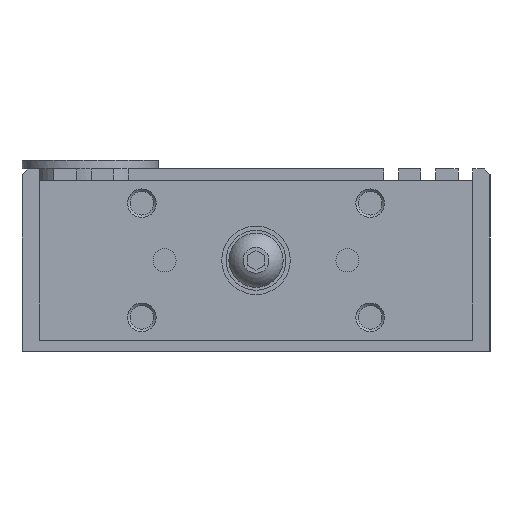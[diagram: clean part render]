
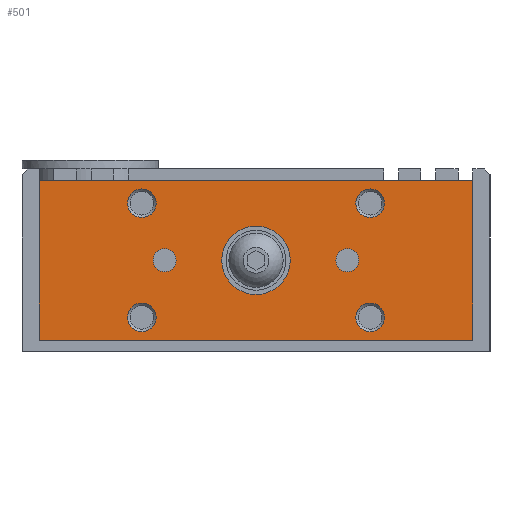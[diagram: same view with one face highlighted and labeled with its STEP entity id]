
A CAD part, left-side view. The second image highlights one B-rep face of the part: STEP entity #501.
In plain terms, the highlighted planar face has unit normal (-1, 0, 0).
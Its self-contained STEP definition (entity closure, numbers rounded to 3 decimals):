
#501 = ADVANCED_FACE( '', ( #1148, #1149, #1150, #1151, #1152, #1153, #1154, #1155 ), #1156, .F. );
#1148 = FACE_BOUND( '', #1922, .T. );
#1149 = FACE_BOUND( '', #1923, .T. );
#1150 = FACE_BOUND( '', #1924, .T. );
#1151 = FACE_BOUND( '', #1925, .T. );
#1152 = FACE_BOUND( '', #1926, .T. );
#1153 = FACE_BOUND( '', #1927, .T. );
#1154 = FACE_BOUND( '', #1928, .T. );
#1155 = FACE_OUTER_BOUND( '', #1929, .T. );
#1156 = PLANE( '', #1930 );
#1922 = EDGE_LOOP( '', ( #3217 ) );
#1923 = EDGE_LOOP( '', ( #3218 ) );
#1924 = EDGE_LOOP( '', ( #3219 ) );
#1925 = EDGE_LOOP( '', ( #3220 ) );
#1926 = EDGE_LOOP( '', ( #3221 ) );
#1927 = EDGE_LOOP( '', ( #3222 ) );
#1928 = EDGE_LOOP( '', ( #3223 ) );
#1929 = EDGE_LOOP( '', ( #3224, #3225, #3226, #3227 ) );
#1930 = AXIS2_PLACEMENT_3D( '', #3228, #3229, #3230 );
#3217 = ORIENTED_EDGE( '', *, *, #4051, .F. );
#3218 = ORIENTED_EDGE( '', *, *, #4305, .T. );
#3219 = ORIENTED_EDGE( '', *, *, #4306, .T. );
#3220 = ORIENTED_EDGE( '', *, *, #4307, .F. );
#3221 = ORIENTED_EDGE( '', *, *, #4057, .F. );
#3222 = ORIENTED_EDGE( '', *, *, #4308, .T. );
#3223 = ORIENTED_EDGE( '', *, *, #3868, .T. );
#3224 = ORIENTED_EDGE( '', *, *, #4309, .F. );
#3225 = ORIENTED_EDGE( '', *, *, #4054, .F. );
#3226 = ORIENTED_EDGE( '', *, *, #4310, .F. );
#3227 = ORIENTED_EDGE( '', *, *, #3894, .F. );
#3228 = CARTESIAN_POINT( '', ( -61., 38., 30. ) );
#3229 = DIRECTION( '', ( 1., 0., 0. ) );
#3230 = DIRECTION( '', ( 0., 0., 1. ) );
#3868 = EDGE_CURVE( '', #4495, #4495, #4496, .T. );
#3894 = EDGE_CURVE( '', #4543, #4545, #4546, .T. );
#4051 = EDGE_CURVE( '', #4804, #4804, #4805, .T. );
#4054 = EDGE_CURVE( '', #4807, #4809, #4810, .T. );
#4057 = EDGE_CURVE( '', #4813, #4813, #4814, .T. );
#4305 = EDGE_CURVE( '', #5172, #5172, #5173, .T. );
#4306 = EDGE_CURVE( '', #5174, #5174, #5175, .T. );
#4307 = EDGE_CURVE( '', #5176, #5176, #5177, .T. );
#4308 = EDGE_CURVE( '', #5178, #5178, #5179, .T. );
#4309 = EDGE_CURVE( '', #4809, #4543, #5180, .T. );
#4310 = EDGE_CURVE( '', #4545, #4807, #5181, .T. );
#4495 = VERTEX_POINT( '', #5411 );
#4496 = CIRCLE( '', #5412, 6. );
#4543 = VERTEX_POINT( '', #5464 );
#4545 = VERTEX_POINT( '', #5467 );
#4546 = LINE( '', #5468, #5469 );
#4804 = VERTEX_POINT( '', #5794 );
#4805 = CIRCLE( '', #5795, 2.01 );
#4807 = VERTEX_POINT( '', #5797 );
#4809 = VERTEX_POINT( '', #5800 );
#4810 = LINE( '', #5801, #5802 );
#4813 = VERTEX_POINT( '', #5806 );
#4814 = CIRCLE( '', #5807, 2.5 );
#5172 = VERTEX_POINT( '', #6465 );
#5173 = CIRCLE( '', #6466, 2.01 );
#5174 = VERTEX_POINT( '', #6467 );
#5175 = CIRCLE( '', #6468, 2.5 );
#5176 = VERTEX_POINT( '', #6469 );
#5177 = CIRCLE( '', #6470, 2.5 );
#5178 = VERTEX_POINT( '', #6471 );
#5179 = CIRCLE( '', #6472, 2.5 );
#5180 = LINE( '', #6473, #6474 );
#5181 = LINE( '', #6475, #6476 );
#5411 = CARTESIAN_POINT( '', ( -61., 6., 16. ) );
#5412 = AXIS2_PLACEMENT_3D( '', #6701, #6702, #6703 );
#5464 = CARTESIAN_POINT( '', ( -61., 38., 30. ) );
#5467 = CARTESIAN_POINT( '', ( -61., -38., 30. ) );
#5468 = CARTESIAN_POINT( '', ( -61., 38., 30. ) );
#5469 = VECTOR( '', #6758, 1000. );
#5794 = CARTESIAN_POINT( '', ( -61., 13.99, 16. ) );
#5795 = AXIS2_PLACEMENT_3D( '', #6974, #6975, #6976 );
#5797 = CARTESIAN_POINT( '', ( -61., -38., 2. ) );
#5800 = CARTESIAN_POINT( '', ( -61., 38., 2. ) );
#5801 = CARTESIAN_POINT( '', ( -61., -38., 2. ) );
#5802 = VECTOR( '', #6978, 1000. );
#5806 = CARTESIAN_POINT( '', ( -61., 17.5, 26. ) );
#5807 = AXIS2_PLACEMENT_3D( '', #6980, #6981, #6982 );
#6465 = CARTESIAN_POINT( '', ( -61., -13.99, 16. ) );
#6466 = AXIS2_PLACEMENT_3D( '', #7269, #7270, #7271 );
#6467 = CARTESIAN_POINT( '', ( -61., 17.5, 6. ) );
#6468 = AXIS2_PLACEMENT_3D( '', #7272, #7273, #7274 );
#6469 = CARTESIAN_POINT( '', ( -61., -17.5, 6. ) );
#6470 = AXIS2_PLACEMENT_3D( '', #7275, #7276, #7277 );
#6471 = CARTESIAN_POINT( '', ( -61., -17.5, 26. ) );
#6472 = AXIS2_PLACEMENT_3D( '', #7278, #7279, #7280 );
#6473 = CARTESIAN_POINT( '', ( -61., 38., 2. ) );
#6474 = VECTOR( '', #7281, 1000. );
#6475 = CARTESIAN_POINT( '', ( -61., -38., 30. ) );
#6476 = VECTOR( '', #7282, 1000. );
#6701 = CARTESIAN_POINT( '', ( -61., 0., 16. ) );
#6702 = DIRECTION( '', ( 1., 0., 0. ) );
#6703 = DIRECTION( '', ( 0., 1., 0. ) );
#6758 = DIRECTION( '', ( 0., -1., 0. ) );
#6974 = CARTESIAN_POINT( '', ( -61., 16., 16. ) );
#6975 = DIRECTION( '', ( -1., 0., 0. ) );
#6976 = DIRECTION( '', ( 0., -1., 0. ) );
#6978 = DIRECTION( '', ( 0., 1., 0. ) );
#6980 = CARTESIAN_POINT( '', ( -61., 20., 26. ) );
#6981 = DIRECTION( '', ( -1., 0., 0. ) );
#6982 = DIRECTION( '', ( 0., -1., 0. ) );
#7269 = CARTESIAN_POINT( '', ( -61., -16., 16. ) );
#7270 = DIRECTION( '', ( 1., 0., 0. ) );
#7271 = DIRECTION( '', ( 0., 1., 0. ) );
#7272 = CARTESIAN_POINT( '', ( -61., 20., 6. ) );
#7273 = DIRECTION( '', ( 1., 0., 0. ) );
#7274 = DIRECTION( '', ( 0., -1., 0. ) );
#7275 = CARTESIAN_POINT( '', ( -61., -20., 6. ) );
#7276 = DIRECTION( '', ( -1., 0., 0. ) );
#7277 = DIRECTION( '', ( 0., 1., 0. ) );
#7278 = CARTESIAN_POINT( '', ( -61., -20., 26. ) );
#7279 = DIRECTION( '', ( 1., 0., 0. ) );
#7280 = DIRECTION( '', ( 0., 1., 0. ) );
#7281 = DIRECTION( '', ( 0., 0., 1. ) );
#7282 = DIRECTION( '', ( 0., 0., -1. ) );
